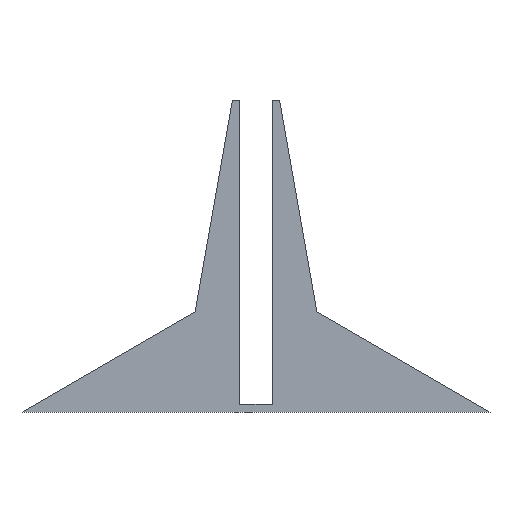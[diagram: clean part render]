
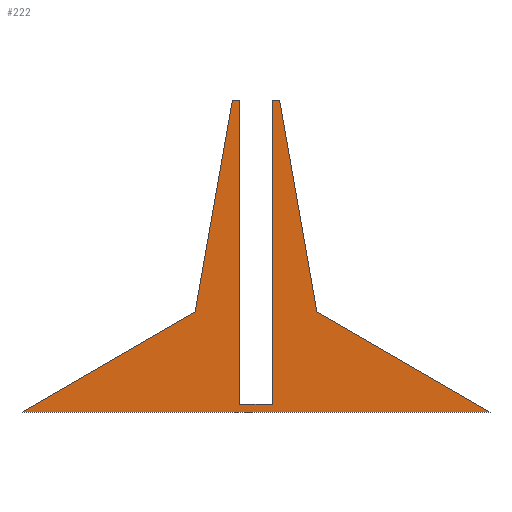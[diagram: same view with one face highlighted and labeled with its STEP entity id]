
A CAD part, front view. The second image highlights one B-rep face of the part: STEP entity #222.
In plain terms, the highlighted planar face has unit normal (0, -1, 0).
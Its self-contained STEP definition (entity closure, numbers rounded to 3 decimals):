
#16=FACE_OUTER_BOUND('',#28,.T.);
#28=EDGE_LOOP('',(#153,#154,#155,#156,#157,#158,#159,#160,#161,#162));
#39=LINE('',#319,#69);
#43=LINE('',#327,#73);
#44=LINE('',#329,#74);
#45=LINE('',#331,#75);
#46=LINE('',#333,#76);
#47=LINE('',#335,#77);
#48=LINE('',#337,#78);
#49=LINE('',#339,#79);
#50=LINE('',#341,#80);
#51=LINE('',#342,#81);
#69=VECTOR('',#263,10.);
#73=VECTOR('',#269,10.);
#74=VECTOR('',#270,10.);
#75=VECTOR('',#271,10.);
#76=VECTOR('',#272,10.);
#77=VECTOR('',#273,10.);
#78=VECTOR('',#274,10.);
#79=VECTOR('',#275,10.);
#80=VECTOR('',#276,10.);
#81=VECTOR('',#277,10.);
#99=VERTEX_POINT('',#317);
#100=VERTEX_POINT('',#318);
#103=VERTEX_POINT('',#326);
#104=VERTEX_POINT('',#328);
#105=VERTEX_POINT('',#330);
#106=VERTEX_POINT('',#332);
#107=VERTEX_POINT('',#334);
#108=VERTEX_POINT('',#336);
#109=VERTEX_POINT('',#338);
#110=VERTEX_POINT('',#340);
#119=EDGE_CURVE('',#99,#100,#39,.T.);
#123=EDGE_CURVE('',#100,#103,#43,.T.);
#124=EDGE_CURVE('',#103,#104,#44,.T.);
#125=EDGE_CURVE('',#105,#104,#45,.F.);
#126=EDGE_CURVE('',#106,#105,#46,.T.);
#127=EDGE_CURVE('',#106,#107,#47,.F.);
#128=EDGE_CURVE('',#108,#107,#48,.F.);
#129=EDGE_CURVE('',#109,#108,#49,.T.);
#130=EDGE_CURVE('',#109,#110,#50,.T.);
#131=EDGE_CURVE('',#110,#99,#51,.T.);
#153=ORIENTED_EDGE('',*,*,#119,.T.);
#154=ORIENTED_EDGE('',*,*,#123,.T.);
#155=ORIENTED_EDGE('',*,*,#124,.T.);
#156=ORIENTED_EDGE('',*,*,#125,.F.);
#157=ORIENTED_EDGE('',*,*,#126,.F.);
#158=ORIENTED_EDGE('',*,*,#127,.T.);
#159=ORIENTED_EDGE('',*,*,#128,.F.);
#160=ORIENTED_EDGE('',*,*,#129,.F.);
#161=ORIENTED_EDGE('',*,*,#130,.T.);
#162=ORIENTED_EDGE('',*,*,#131,.T.);
#210=PLANE('',#248);
#222=ADVANCED_FACE('',(#16),#210,.F.);
#248=AXIS2_PLACEMENT_3D('',#325,#267,#268);
#263=DIRECTION('',(0.,0.,1.));
#267=DIRECTION('center_axis',(0.,1.,0.));
#268=DIRECTION('ref_axis',(0.,0.,1.));
#269=DIRECTION('',(-1.,0.,0.));
#270=DIRECTION('',(-0.174,0.,-0.985));
#271=DIRECTION('',(-0.866,0.,-0.5));
#272=DIRECTION('',(-1.,0.,0.));
#273=DIRECTION('',(0.866,0.,-0.5));
#274=DIRECTION('',(-0.174,0.,0.985));
#275=DIRECTION('',(1.,0.,0.));
#276=DIRECTION('',(0.,0.,-1.));
#277=DIRECTION('',(-1.,0.,0.));
#317=CARTESIAN_POINT('',(-10.2,-10.,2.5));
#318=CARTESIAN_POINT('',(-10.2,-10.,100.));
#319=CARTESIAN_POINT('',(-10.2,-10.,52.5));
#325=CARTESIAN_POINT('Origin',(35.,-10.,2.5));
#326=CARTESIAN_POINT('',(-12.567,-10.,100.));
#327=CARTESIAN_POINT('',(-10.2,-10.,100.));
#328=CARTESIAN_POINT('',(-24.556,-10.,32.011));
#329=CARTESIAN_POINT('',(-20.703,-10.,53.858));
#330=CARTESIAN_POINT('',(-80.,-10.,0.));
#331=CARTESIAN_POINT('',(-35.251,-10.,25.836));
#332=CARTESIAN_POINT('',(70.,-10.,0.));
#333=CARTESIAN_POINT('',(-10.,-10.,0.));
#334=CARTESIAN_POINT('',(14.556,-10.,32.011));
#335=CARTESIAN_POINT('',(55.251,-10.,8.515));
#336=CARTESIAN_POINT('',(2.567,-10.,100.));
#337=CARTESIAN_POINT('',(11.31,-10.,50.418));
#338=CARTESIAN_POINT('',(0.2,-10.,100.));
#339=CARTESIAN_POINT('',(-11.2,-10.,100.));
#340=CARTESIAN_POINT('',(0.2,-10.,2.5));
#341=CARTESIAN_POINT('',(0.2,-10.,52.5));
#342=CARTESIAN_POINT('',(15.,-10.,2.5));
